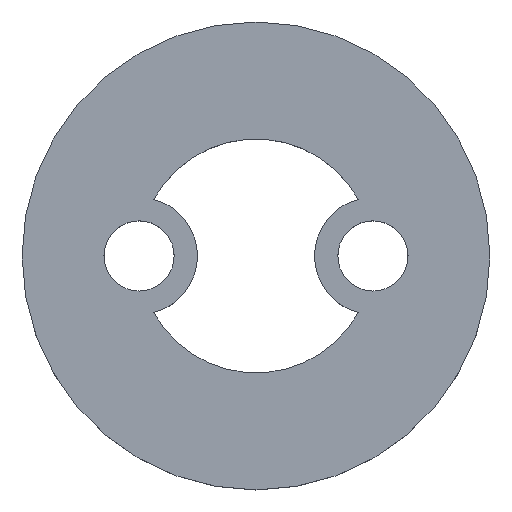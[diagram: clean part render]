
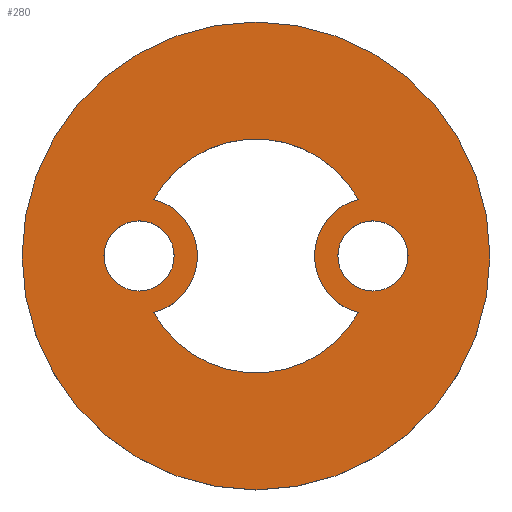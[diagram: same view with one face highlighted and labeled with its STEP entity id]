
A CAD part, top view. The second image highlights one B-rep face of the part: STEP entity #280.
In plain terms, the highlighted planar face has unit normal (0, 0, 1).
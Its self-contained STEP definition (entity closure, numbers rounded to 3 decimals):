
#6 = CARTESIAN_POINT ( 'NONE',  ( -8.75, -4.841, 5. ) ) ;
#7 = AXIS2_PLACEMENT_3D ( 'NONE', #207, #399, #235 ) ;
#9 = AXIS2_PLACEMENT_3D ( 'NONE', #182, #137, #117 ) ;
#10 = AXIS2_PLACEMENT_3D ( 'NONE', #279, #243, #230 ) ;
#11 = DIRECTION ( 'NONE',  ( 0., 0., -1. ) ) ;
#13 = EDGE_CURVE ( 'NONE', #196, #288, #242, .T. ) ;
#18 = AXIS2_PLACEMENT_3D ( 'NONE', #404, #384, #383 ) ;
#20 = DIRECTION ( 'NONE',  ( 0., 0., 1. ) ) ;
#26 = EDGE_CURVE ( 'NONE', #100, #151, #238, .T. ) ;
#28 = EDGE_CURVE ( 'NONE', #336, #42, #236, .T. ) ;
#33 = ORIENTED_EDGE ( 'NONE', *, *, #208, .F. ) ;
#39 = AXIS2_PLACEMENT_3D ( 'NONE', #301, #294, #287 ) ;
#40 = EDGE_LOOP ( 'NONE', ( #142, #146 ) ) ;
#42 = VERTEX_POINT ( 'NONE', #53 ) ;
#44 = EDGE_CURVE ( 'NONE', #118, #153, #225, .T. ) ;
#45 = EDGE_CURVE ( 'NONE', #173, #119, #231, .T. ) ;
#49 = EDGE_CURVE ( 'NONE', #153, #118, #223, .T. ) ;
#53 = CARTESIAN_POINT ( 'NONE',  ( 7., 0., 5. ) ) ;
#70 = VERTEX_POINT ( 'NONE', #80 ) ;
#76 = CARTESIAN_POINT ( 'NONE',  ( 20., 0., 5. ) ) ;
#79 = CARTESIAN_POINT ( 'NONE',  ( 8.75, 4.841, 5. ) ) ;
#80 = CARTESIAN_POINT ( 'NONE',  ( 5., 0., 5. ) ) ;
#81 = CARTESIAN_POINT ( 'NONE',  ( -8.75, 4.841, 5. ) ) ;
#88 = CARTESIAN_POINT ( 'NONE',  ( -7., 0., 5. ) ) ;
#89 = CARTESIAN_POINT ( 'NONE',  ( -13., 0., 5. ) ) ;
#97 = AXIS2_PLACEMENT_3D ( 'NONE', #408, #375, #411 ) ;
#100 = VERTEX_POINT ( 'NONE', #6 ) ;
#105 = DIRECTION ( 'NONE',  ( 1., 0., 0. ) ) ;
#117 = DIRECTION ( 'NONE',  ( 1., 0., 0. ) ) ;
#118 = VERTEX_POINT ( 'NONE', #89 ) ;
#119 = VERTEX_POINT ( 'NONE', #76 ) ;
#122 = EDGE_LOOP ( 'NONE', ( #410, #135, #312, #193, #33 ) ) ;
#129 = EDGE_CURVE ( 'NONE', #42, #336, #268, .T. ) ;
#135 = ORIENTED_EDGE ( 'NONE', *, *, #26, .F. ) ;
#137 = DIRECTION ( 'NONE',  ( 0., 0., 1. ) ) ;
#141 = ORIENTED_EDGE ( 'NONE', *, *, #45, .T. ) ;
#142 = ORIENTED_EDGE ( 'NONE', *, *, #44, .F. ) ;
#146 = ORIENTED_EDGE ( 'NONE', *, *, #49, .F. ) ;
#151 = VERTEX_POINT ( 'NONE', #367 ) ;
#153 = VERTEX_POINT ( 'NONE', #88 ) ;
#169 = ORIENTED_EDGE ( 'NONE', *, *, #129, .F. ) ;
#172 = AXIS2_PLACEMENT_3D ( 'NONE', #427, #461, #456 ) ;
#173 = VERTEX_POINT ( 'NONE', #371 ) ;
#179 = CARTESIAN_POINT ( 'NONE',  ( 13., 0., 5. ) ) ;
#182 = CARTESIAN_POINT ( 'NONE',  ( -10., 0., 5. ) ) ;
#186 = AXIS2_PLACEMENT_3D ( 'NONE', #374, #359, #340 ) ;
#189 = EDGE_LOOP ( 'NONE', ( #141, #198 ) ) ;
#193 = ORIENTED_EDGE ( 'NONE', *, *, #13, .F. ) ;
#196 = VERTEX_POINT ( 'NONE', #79 ) ;
#198 = ORIENTED_EDGE ( 'NONE', *, *, #214, .T. ) ;
#201 = AXIS2_PLACEMENT_3D ( 'NONE', #209, #239, #277 ) ;
#205 = CARTESIAN_POINT ( 'NONE',  ( 10., 0., 5. ) ) ;
#207 = CARTESIAN_POINT ( 'NONE',  ( 0., 0., 5. ) ) ;
#208 = EDGE_CURVE ( 'NONE', #70, #196, #255, .T. ) ;
#209 = CARTESIAN_POINT ( 'NONE',  ( 0., 0., 5. ) ) ;
#213 = ORIENTED_EDGE ( 'NONE', *, *, #28, .F. ) ;
#214 = EDGE_CURVE ( 'NONE', #119, #173, #266, .T. ) ;
#223 = CIRCLE ( 'NONE', #9, 3. ) ;
#225 = CIRCLE ( 'NONE', #39, 3. ) ;
#230 = DIRECTION ( 'NONE',  ( 1., 0., 0. ) ) ;
#231 = CIRCLE ( 'NONE', #10, 20. ) ;
#235 = DIRECTION ( 'NONE',  ( 1., 0., 0. ) ) ;
#236 = CIRCLE ( 'NONE', #186, 3. ) ;
#238 = CIRCLE ( 'NONE', #18, 10. ) ;
#239 = DIRECTION ( 'NONE',  ( 0., 0., 1. ) ) ;
#242 = CIRCLE ( 'NONE', #172, 10. ) ;
#243 = DIRECTION ( 'NONE',  ( 0., 0., 1. ) ) ;
#246 = FACE_OUTER_BOUND ( 'NONE', #189, .T. ) ;
#247 = FACE_BOUND ( 'NONE', #396, .T. ) ;
#248 = CARTESIAN_POINT ( 'NONE',  ( 10., 0., 5. ) ) ;
#252 = FACE_BOUND ( 'NONE', #40, .T. ) ;
#253 = CIRCLE ( 'NONE', #97, 5. ) ;
#255 = CIRCLE ( 'NONE', #273, 5. ) ;
#262 = FACE_BOUND ( 'NONE', #122, .T. ) ;
#266 = CIRCLE ( 'NONE', #201, 20. ) ;
#268 = CIRCLE ( 'NONE', #300, 3. ) ;
#273 = AXIS2_PLACEMENT_3D ( 'NONE', #387, #11, #392 ) ;
#277 = DIRECTION ( 'NONE',  ( 1., 0., 0. ) ) ;
#278 = EDGE_CURVE ( 'NONE', #288, #100, #253, .T. ) ;
#279 = CARTESIAN_POINT ( 'NONE',  ( 0., 0., 5. ) ) ;
#280 = ADVANCED_FACE ( 'NONE', ( #252, #246, #247, #262 ), #366, .T. ) ;
#287 = DIRECTION ( 'NONE',  ( 1., 0., 0. ) ) ;
#288 = VERTEX_POINT ( 'NONE', #81 ) ;
#294 = DIRECTION ( 'NONE',  ( 0., 0., 1. ) ) ;
#300 = AXIS2_PLACEMENT_3D ( 'NONE', #248, #20, #389 ) ;
#301 = CARTESIAN_POINT ( 'NONE',  ( -10., 0., 5. ) ) ;
#312 = ORIENTED_EDGE ( 'NONE', *, *, #278, .F. ) ;
#327 = DIRECTION ( 'NONE',  ( 0., 0., -1. ) ) ;
#335 = AXIS2_PLACEMENT_3D ( 'NONE', #205, #327, #105 ) ;
#336 = VERTEX_POINT ( 'NONE', #179 ) ;
#340 = DIRECTION ( 'NONE',  ( 1., 0., 0. ) ) ;
#357 = EDGE_CURVE ( 'NONE', #151, #70, #458, .T. ) ;
#359 = DIRECTION ( 'NONE',  ( 0., 0., 1. ) ) ;
#366 = PLANE ( 'NONE',  #7 ) ;
#367 = CARTESIAN_POINT ( 'NONE',  ( 8.75, -4.841, 5. ) ) ;
#371 = CARTESIAN_POINT ( 'NONE',  ( -20., 0., 5. ) ) ;
#374 = CARTESIAN_POINT ( 'NONE',  ( 10., 0., 5. ) ) ;
#375 = DIRECTION ( 'NONE',  ( 0., 0., -1. ) ) ;
#383 = DIRECTION ( 'NONE',  ( 1., 0., 0. ) ) ;
#384 = DIRECTION ( 'NONE',  ( 0., 0., 1. ) ) ;
#387 = CARTESIAN_POINT ( 'NONE',  ( 10., 0., 5. ) ) ;
#389 = DIRECTION ( 'NONE',  ( 1., 0., 0. ) ) ;
#392 = DIRECTION ( 'NONE',  ( 1., 0., 0. ) ) ;
#396 = EDGE_LOOP ( 'NONE', ( #169, #213 ) ) ;
#399 = DIRECTION ( 'NONE',  ( 0., 0., 1. ) ) ;
#404 = CARTESIAN_POINT ( 'NONE',  ( 0., 0., 5. ) ) ;
#408 = CARTESIAN_POINT ( 'NONE',  ( -10., 0., 5. ) ) ;
#410 = ORIENTED_EDGE ( 'NONE', *, *, #357, .F. ) ;
#411 = DIRECTION ( 'NONE',  ( 1., 0., 0. ) ) ;
#427 = CARTESIAN_POINT ( 'NONE',  ( 0., 0., 5. ) ) ;
#456 = DIRECTION ( 'NONE',  ( 1., 0., 0. ) ) ;
#458 = CIRCLE ( 'NONE', #335, 5. ) ;
#461 = DIRECTION ( 'NONE',  ( 0., 0., 1. ) ) ;
